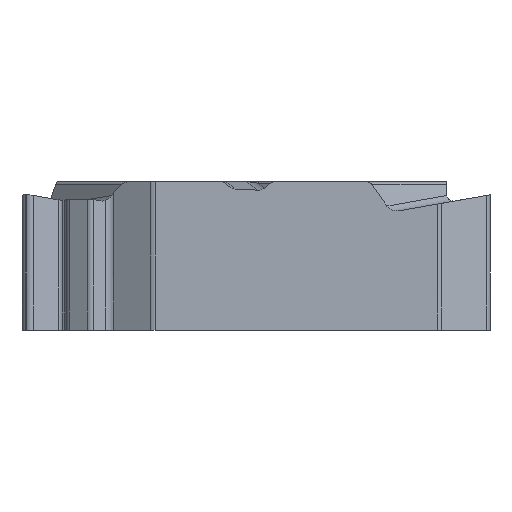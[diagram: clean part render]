
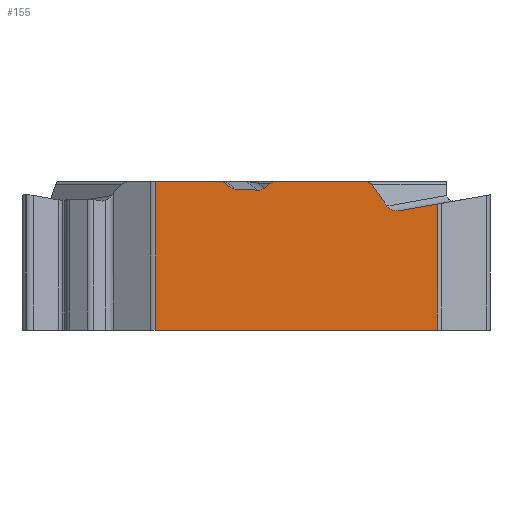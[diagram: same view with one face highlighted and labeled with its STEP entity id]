
A CAD part, left-side view. The second image highlights one B-rep face of the part: STEP entity #155.
In plain terms, the highlighted planar face has unit normal (-1, 0, 0).
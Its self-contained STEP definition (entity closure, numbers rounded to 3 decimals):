
#49=PLANE('',#2049);
#155=ADVANCED_FACE('',(#307),#49,.F.);
#307=FACE_OUTER_BOUND('',#410,.T.);
#410=EDGE_LOOP('',(#631,#632,#633,#634,#635,#636,#637,#638,#639,#640,#641,
#642,#643,#644,#645,#646));
#526=ELLIPSE('',#2043,0.368,0.32);
#527=ELLIPSE('',#2044,0.177,0.15);
#528=ELLIPSE('',#2045,0.167,0.15);
#529=ELLIPSE('',#2046,0.314,0.3);
#530=ELLIPSE('',#2047,0.314,0.3);
#531=ELLIPSE('',#2048,0.15,0.15);
#631=ORIENTED_EDGE('',*,*,#1399,.F.);
#632=ORIENTED_EDGE('',*,*,#1400,.T.);
#633=ORIENTED_EDGE('',*,*,#1401,.F.);
#634=ORIENTED_EDGE('',*,*,#1372,.F.);
#635=ORIENTED_EDGE('',*,*,#1402,.F.);
#636=ORIENTED_EDGE('',*,*,#1403,.T.);
#637=ORIENTED_EDGE('',*,*,#1404,.T.);
#638=ORIENTED_EDGE('',*,*,#1405,.T.);
#639=ORIENTED_EDGE('',*,*,#1406,.T.);
#640=ORIENTED_EDGE('',*,*,#1407,.T.);
#641=ORIENTED_EDGE('',*,*,#1408,.F.);
#642=ORIENTED_EDGE('',*,*,#1365,.F.);
#643=ORIENTED_EDGE('',*,*,#1398,.T.);
#644=ORIENTED_EDGE('',*,*,#1409,.T.);
#645=ORIENTED_EDGE('',*,*,#1410,.T.);
#646=ORIENTED_EDGE('',*,*,#1411,.T.);
#1174=VERTEX_POINT('',#3035);
#1175=VERTEX_POINT('',#3037);
#1181=VERTEX_POINT('',#3049);
#1182=VERTEX_POINT('',#3051);
#1205=VERTEX_POINT('',#3101);
#1206=VERTEX_POINT('',#3105);
#1207=VERTEX_POINT('',#3106);
#1208=VERTEX_POINT('',#3108);
#1209=VERTEX_POINT('',#3111);
#1210=VERTEX_POINT('',#3113);
#1211=VERTEX_POINT('',#3115);
#1212=VERTEX_POINT('',#3117);
#1213=VERTEX_POINT('',#3119);
#1214=VERTEX_POINT('',#3121);
#1215=VERTEX_POINT('',#3124);
#1216=VERTEX_POINT('',#3126);
#1365=EDGE_CURVE('',#1174,#1175,#1647,.T.);
#1372=EDGE_CURVE('',#1181,#1182,#1651,.T.);
#1398=EDGE_CURVE('',#1174,#1205,#1668,.T.);
#1399=EDGE_CURVE('',#1206,#1207,#526,.T.);
#1400=EDGE_CURVE('',#1206,#1208,#1669,.T.);
#1401=EDGE_CURVE('',#1182,#1208,#527,.T.);
#1402=EDGE_CURVE('',#1209,#1181,#528,.T.);
#1403=EDGE_CURVE('',#1209,#1210,#1670,.T.);
#1404=EDGE_CURVE('',#1210,#1211,#529,.T.);
#1405=EDGE_CURVE('',#1211,#1212,#1671,.T.);
#1406=EDGE_CURVE('',#1212,#1213,#530,.T.);
#1407=EDGE_CURVE('',#1213,#1214,#1672,.T.);
#1408=EDGE_CURVE('',#1175,#1214,#531,.T.);
#1409=EDGE_CURVE('',#1205,#1215,#1673,.T.);
#1410=EDGE_CURVE('',#1215,#1216,#1674,.T.);
#1411=EDGE_CURVE('',#1216,#1207,#1675,.T.);
#1647=LINE('',#3036,#1818);
#1651=LINE('',#3050,#1822);
#1668=LINE('',#3102,#1839);
#1669=LINE('',#3107,#1840);
#1670=LINE('',#3112,#1841);
#1671=LINE('',#3116,#1842);
#1672=LINE('',#3120,#1843);
#1673=LINE('',#3123,#1844);
#1674=LINE('',#3125,#1845);
#1675=LINE('',#3127,#1846);
#1818=VECTOR('',#2258,1.);
#1822=VECTOR('',#2268,1.);
#1839=VECTOR('',#2307,1.);
#1840=VECTOR('',#2312,1.);
#1841=VECTOR('',#2317,1.);
#1842=VECTOR('',#2320,1.);
#1843=VECTOR('',#2323,1.);
#1844=VECTOR('',#2326,1.);
#1845=VECTOR('',#2327,1.);
#1846=VECTOR('',#2328,1.);
#2043=AXIS2_PLACEMENT_3D('',#3104,#2310,#2311);
#2044=AXIS2_PLACEMENT_3D('',#3109,#2313,#2314);
#2045=AXIS2_PLACEMENT_3D('',#3110,#2315,#2316);
#2046=AXIS2_PLACEMENT_3D('',#3114,#2318,#2319);
#2047=AXIS2_PLACEMENT_3D('',#3118,#2321,#2322);
#2048=AXIS2_PLACEMENT_3D('',#3122,#2324,#2325);
#2049=AXIS2_PLACEMENT_3D('',#3128,#2329,#2330);
#2258=DIRECTION('',(0.,-1.,0.));
#2268=DIRECTION('',(0.,-1.,0.));
#2307=DIRECTION('',(0.,0.,-1.));
#2310=DIRECTION('',(-1.,0.,0.));
#2311=DIRECTION('',(0.,-0.985,0.174));
#2312=DIRECTION('',(0.,0.574,0.819));
#2313=DIRECTION('',(1.,0.,0.));
#2314=DIRECTION('',(0.,1.,0.));
#2315=DIRECTION('',(1.,0.,0.));
#2316=DIRECTION('',(0.,1.,0.));
#2317=DIRECTION('',(0.,0.794,-0.608));
#2318=DIRECTION('',(1.,0.,0.));
#2319=DIRECTION('',(0.,0.808,0.589));
#2320=DIRECTION('',(0.,0.999,0.049));
#2321=DIRECTION('',(1.,0.,0.));
#2322=DIRECTION('',(0.,0.808,0.589));
#2323=DIRECTION('',(0.,0.757,0.653));
#2324=DIRECTION('',(1.,0.,0.));
#2325=DIRECTION('',(0.,-1.,0.));
#2326=DIRECTION('',(0.,-1.,0.));
#2327=DIRECTION('',(0.,0.,1.));
#2328=DIRECTION('',(0.,0.985,-0.174));
#2329=DIRECTION('',(1.,0.,0.));
#2330=DIRECTION('',(0.,1.,0.));
#3035=CARTESIAN_POINT('',(-4.763,2.923,0.38));
#3036=CARTESIAN_POINT('',(-4.763,-7.335,0.38));
#3037=CARTESIAN_POINT('',(-4.763,0.968,0.38));
#3049=CARTESIAN_POINT('',(-4.763,-0.581,0.38));
#3050=CARTESIAN_POINT('',(-4.763,7.335,0.38));
#3051=CARTESIAN_POINT('',(-4.763,-3.279,0.38));
#3101=CARTESIAN_POINT('',(-4.763,2.923,-3.97));
#3102=CARTESIAN_POINT('',(-4.763,2.923,0.));
#3104=CARTESIAN_POINT('',(-4.763,-4.192,-0.153));
#3105=CARTESIAN_POINT('',(-4.763,-3.877,-0.33));
#3106=CARTESIAN_POINT('',(-4.763,-4.247,-0.468));
#3107=CARTESIAN_POINT('',(-4.763,-0.034,5.159));
#3108=CARTESIAN_POINT('',(-4.762,-3.431,0.307));
#3109=CARTESIAN_POINT('',(-4.763,-3.279,0.23));
#3110=CARTESIAN_POINT('',(-4.763,-0.581,0.23));
#3111=CARTESIAN_POINT('',(-4.763,-0.473,0.344));
#3112=CARTESIAN_POINT('',(-4.763,4.614,-3.552));
#3113=CARTESIAN_POINT('',(-4.763,-0.283,0.199));
#3114=CARTESIAN_POINT('',(-4.763,-0.087,0.443));
#3115=CARTESIAN_POINT('',(-4.763,-0.085,0.138));
#3116=CARTESIAN_POINT('',(-4.763,-7.325,-0.213));
#3117=CARTESIAN_POINT('',(-4.763,0.564,0.17));
#3118=CARTESIAN_POINT('',(-4.763,0.562,0.475));
#3119=CARTESIAN_POINT('',(-4.763,0.76,0.249));
#3120=CARTESIAN_POINT('',(-4.763,-4.001,-3.862));
#3121=CARTESIAN_POINT('',(-4.763,0.87,0.344));
#3122=CARTESIAN_POINT('',(-4.763,0.968,0.23));
#3123=CARTESIAN_POINT('',(-4.763,-7.335,-3.97));
#3124=CARTESIAN_POINT('',(-4.762,-5.346,-3.97));
#3125=CARTESIAN_POINT('',(-4.762,-5.346,0.));
#3126=CARTESIAN_POINT('',(-4.762,-5.346,-0.274));
#3127=CARTESIAN_POINT('',(-4.763,6.906,-2.434));
#3128=CARTESIAN_POINT('',(-4.763,-7.335,0.));
